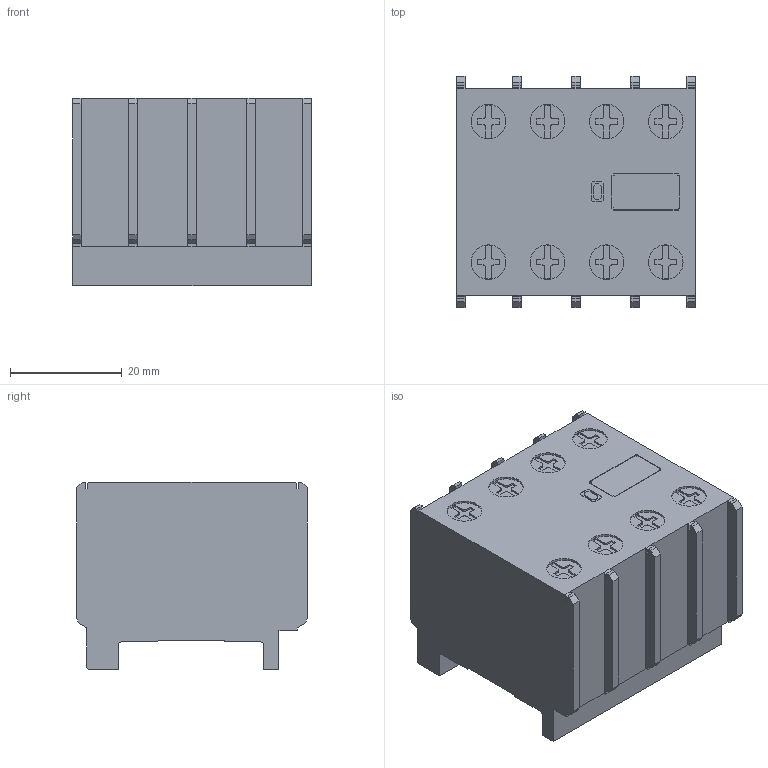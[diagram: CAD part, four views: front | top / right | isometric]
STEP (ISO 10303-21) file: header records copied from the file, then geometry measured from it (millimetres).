
FILE_DESCRIPTION((''),'2;1');
FILE_NAME('3d_BFX1031.stp','2012-10-03T13:28:15',(''),(''),'Mechanical Desktop 2011','Mechanical Desktop 2011',', , ');
FILE_SCHEMA(('CONFIG_CONTROL_DESIGN'));
Length unit declared in the file: millimetre
Products named in the file (1): Product
Bounding box: 42.8 x 41.4 x 33.65 mm (x, y, z)
Volume: 47433.6 mm3; surface area: 9984.4 mm2
Topology: 1 solids, 1 shells, 404 faces, 1481 edges, 1466 vertices
Faces by surface type: plane 356, cylinder 48
Entity records: 15038 total; most frequent: CARTESIAN_POINT 2997, DIRECTION 2403, ORIENTED_EDGE 2252, VECTOR 1369, LINE 1369, EDGE_CURVE 1126, VERTEX_POINT 756, AXIS2_PLACEMENT_3D 517
